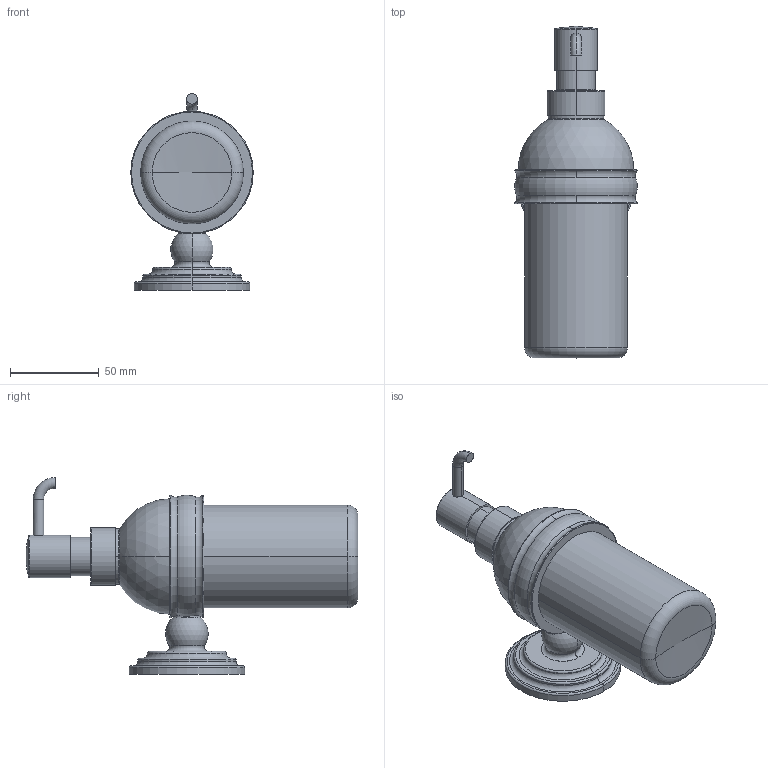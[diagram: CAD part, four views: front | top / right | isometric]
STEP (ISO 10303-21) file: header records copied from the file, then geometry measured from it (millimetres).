
FILE_DESCRIPTION((''),'2;1');
FILE_NAME('1114','2021-09-03T09:52:25',('rsmith'),(''),'CREO PARAMETRIC BY PTC INC, 2018400','CREO PARAMETRIC BY PTC INC, 2018400','');
FILE_SCHEMA(('AUTOMOTIVE_DESIGN { 1 0 10303 214 1 1 1 1 }'));
Length unit declared in the file: inch
Products named in the file (1): 1114
Bounding box: 69.01 x 187.03 x 110.96 mm (x, y, z)
Volume: 436079.6 mm3; surface area: 44684.9 mm2
Topology: 1 solids, 1 shells, 77 faces, 161 edges, 90 vertices
Faces by surface type: torus 33, cylinder 26, plane 10, sphere 8
Entity records: 3070 total; most frequent: CARTESIAN_POINT 444, DIRECTION 425, ORIENTED_EDGE 314, AXIS2_PLACEMENT_3D 199, PRESENTATION_STYLE_ASSIGNMENT 193, STYLED_ITEM 158, CURVE_STYLE 157, EDGE_CURVE 157
